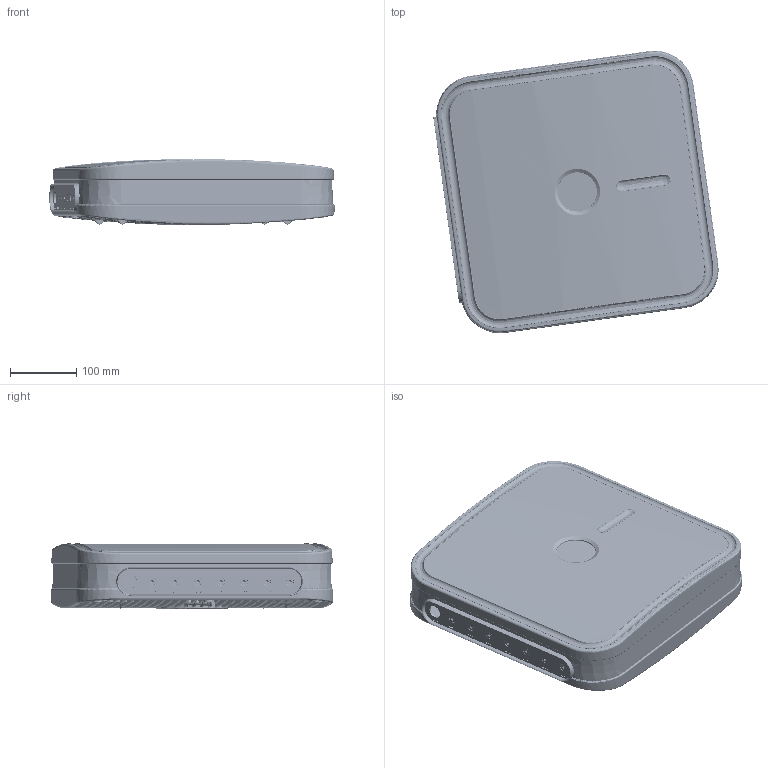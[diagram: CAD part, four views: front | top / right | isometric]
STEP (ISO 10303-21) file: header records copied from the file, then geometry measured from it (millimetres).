
FILE_DESCRIPTION(/* description */ ('WiBOX Large RJ45 bez logo','CAx-IF Rec.Pracs.---Representation and Presentation of Product Manufacturing Information (PMI)---4.0---2014-10-13'),/* implementation_level */ '2;1');
FILE_NAME(/* name */ 'WiBOX Large.stp',/* time_stamp */ '2020-04-28T15:22:20+02:00',/* author */ ('Admin'),/* organization */ ('Wireless Instruments'),/* preprocessor_version */ 'ST-DEVELOPER v18',/* originating_system */ 'Autodesk Inventor 2020',/* authorisation */ '');
FILE_SCHEMA (('AP242_MANAGED_MODEL_BASED_3D_ENGINEERING_MIM_LF { 1 0 10303 442 1 1 4 }'));
Products named in the file (9): WI-BOX-0254; WI-OBD-0267; 0,23*4; WI-OBD-0259; WI-OBD-0260; WI-OBD-0256; WI-OBD-0257; ISO 7046-1  - M4 x 40 - 4.8 - H; WI-OBD-0261
Assembly tree (24 placements, depth 2):
  WI-BOX-0254
    WI-OBD-0267
    0,23*4  x8
    WI-OBD-0259
    WI-OBD-0260
    WI-OBD-0256  x3
    WI-OBD-0257
    ISO 7046-1  - M4 x 40 - 4.8 - H  x8
    WI-OBD-0261
Bounding box: 430.8 x 426.64 x 98.3 mm (x, y, z)
Volume: 1533718.8 mm3; surface area: 1223035.5 mm2
Topology: 37 solids, 38 shells, 4937 faces, 13230 edges, 8583 vertices
Faces by surface type: plane 1940, bspline 1038, cylinder 972, cone 642, torus 329, sphere 16
Full cylindrical faces by diameter (mm): 2.204 x111, 3.242 x18, 3.434 x55, 3.571 x8, 3.9 x6, 4 x16, 4.5 x8, 4.7 x1, 4.917 x8, 5 x11, 5.7 x40, 6.3 x16, 7.2 x16, 7.9 x2, 8 x16, 8.2 x8, 8.4 x8, 8.6 x8, 9.65 x2, 9.75 x3, 20 x1
Entity records: 275005 total; most frequent: CARTESIAN_POINT 169600, ORIENTED_EDGE 23562, DIRECTION 19964, EDGE_CURVE 11781, VERTEX_POINT 7635, AXIS2_PLACEMENT_3D 7341, LINE 5282, VECTOR 5282
